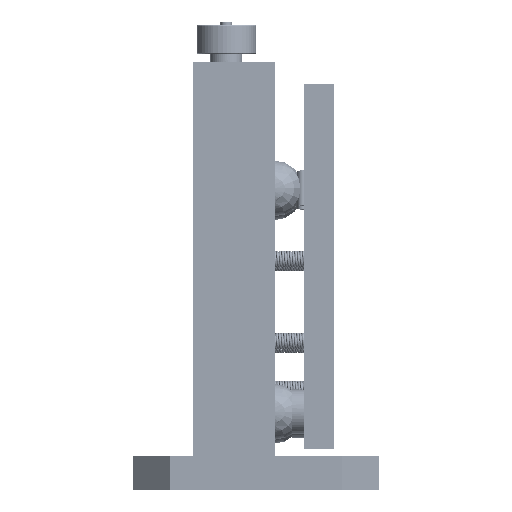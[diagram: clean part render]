
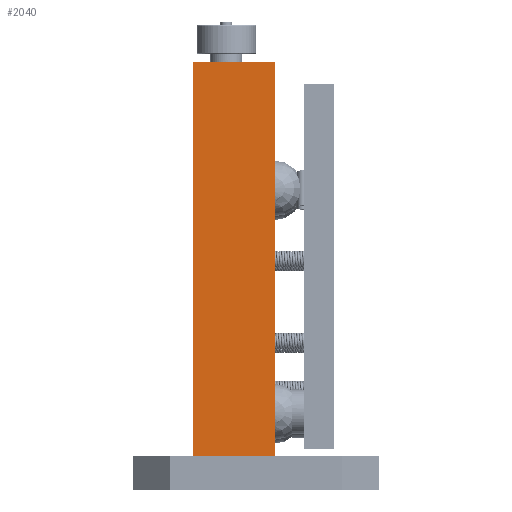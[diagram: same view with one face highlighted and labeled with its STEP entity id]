
A CAD part, left-side view. The second image highlights one B-rep face of the part: STEP entity #2040.
In plain terms, the highlighted free-form (B-spline) face has degree [1, 1] with [2, 2] control points.
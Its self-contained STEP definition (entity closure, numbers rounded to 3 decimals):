
#2040=ADVANCED_FACE('',(#3693),#59176,.T.);
#3693=FACE_OUTER_BOUND('',#5363,.T.);
#5363=EDGE_LOOP('',(#7552,#7553,#7554,#7555));
#7552=ORIENTED_EDGE('',*,*,#48695,.T.);
#7553=ORIENTED_EDGE('',*,*,#48693,.F.);
#7554=ORIENTED_EDGE('',*,*,#48640,.F.);
#7555=ORIENTED_EDGE('',*,*,#48696,.T.);
#16212=PCURVE('',#59172,#24987);
#16324=PCURVE('',#59175,#25099);
#16327=PCURVE('',#59176,#25102);
#16328=PCURVE('',#59176,#25103);
#16329=PCURVE('',#59176,#25104);
#16330=PCURVE('',#59176,#25105);
#16332=PCURVE('',#59177,#25107);
#16354=PCURVE('',#59180,#25129);
#24987=DEFINITIONAL_REPRESENTATION('',(#33784),#331925);
#25099=DEFINITIONAL_REPRESENTATION('',(#33881),#331925);
#25102=DEFINITIONAL_REPRESENTATION('',(#33883),#331925);
#25103=DEFINITIONAL_REPRESENTATION('',(#33884),#331925);
#25104=DEFINITIONAL_REPRESENTATION('',(#33885),#331925);
#25105=DEFINITIONAL_REPRESENTATION('',(#33887),#331925);
#25107=DEFINITIONAL_REPRESENTATION('',(#33890),#331925);
#25129=DEFINITIONAL_REPRESENTATION('',(#33908),#331925);
#33783=B_SPLINE_CURVE_WITH_KNOTS('',1,(#64640,#64641),.UNSPECIFIED.,.F.,
 .F.,(2,2),(0.,106.),.UNSPECIFIED.);
#33784=B_SPLINE_CURVE_WITH_KNOTS('',1,(#64642,#64643),.UNSPECIFIED.,.F.,
 .F.,(2,2),(0.,106.),.UNSPECIFIED.);
#33880=B_SPLINE_CURVE_WITH_KNOTS('',1,(#65179,#65180),.UNSPECIFIED.,.F.,
 .F.,(2,2),(-22.,0.),.UNSPECIFIED.);
#33881=B_SPLINE_CURVE_WITH_KNOTS('',1,(#65181,#65182),.UNSPECIFIED.,.F.,
 .F.,(2,2),(-22.,0.),.UNSPECIFIED.);
#33882=B_SPLINE_CURVE_WITH_KNOTS('',1,(#65198,#65199),.UNSPECIFIED.,.F.,
 .F.,(2,2),(-106.,0.),.UNSPECIFIED.);
#33883=B_SPLINE_CURVE_WITH_KNOTS('',1,(#65200,#65201),.UNSPECIFIED.,.F.,
 .F.,(2,2),(-106.,0.),.UNSPECIFIED.);
#33884=B_SPLINE_CURVE_WITH_KNOTS('',1,(#65202,#65203),.UNSPECIFIED.,.F.,
 .F.,(2,2),(-22.,0.),.UNSPECIFIED.);
#33885=B_SPLINE_CURVE_WITH_KNOTS('',1,(#65204,#65205),.UNSPECIFIED.,.F.,
 .F.,(2,2),(0.,106.),.UNSPECIFIED.);
#33886=B_SPLINE_CURVE_WITH_KNOTS('',1,(#65206,#65207),.UNSPECIFIED.,.F.,
 .F.,(2,2),(-22.,0.),.UNSPECIFIED.);
#33887=B_SPLINE_CURVE_WITH_KNOTS('',1,(#65208,#65209),.UNSPECIFIED.,.F.,
 .F.,(2,2),(-22.,0.),.UNSPECIFIED.);
#33890=B_SPLINE_CURVE_WITH_KNOTS('',1,(#65214,#65215),.UNSPECIFIED.,.F.,
 .F.,(2,2),(-22.,0.),.UNSPECIFIED.);
#33908=B_SPLINE_CURVE_WITH_KNOTS('',1,(#65295,#65296),.UNSPECIFIED.,.F.,
 .F.,(2,2),(-106.,0.),.UNSPECIFIED.);
#43991=SURFACE_CURVE('',#33783,(#16212,#16329),.PCURVE_S1.);
#44044=SURFACE_CURVE('',#33880,(#16324,#16328),.PCURVE_S1.);
#44046=SURFACE_CURVE('',#33882,(#16327,#16354),.PCURVE_S1.);
#44047=SURFACE_CURVE('',#33886,(#16330,#16332),.PCURVE_S1.);
#48640=EDGE_CURVE('',#56276,#56277,#43991,.T.);
#48693=EDGE_CURVE('',#56277,#56308,#44044,.T.);
#48695=EDGE_CURVE('',#56309,#56308,#44046,.T.);
#48696=EDGE_CURVE('',#56276,#56309,#44047,.T.);
#56276=VERTEX_POINT('',#63145);
#56277=VERTEX_POINT('',#63146);
#56308=VERTEX_POINT('',#63177);
#56309=VERTEX_POINT('',#63178);
#59172=B_SPLINE_SURFACE_WITH_KNOTS('',1,1,((#62704,#62705),(#62706,#62707)),
 .UNSPECIFIED.,.F.,.F.,.F.,(2,2),(2,2),(-46.92,46.92),
(-63.72,63.72),.UNSPECIFIED.);
#59175=B_SPLINE_SURFACE_WITH_KNOTS('',1,1,((#62860,#62861),(#62862,#62863)),
 .UNSPECIFIED.,.F.,.F.,.F.,(2,2),(2,2),(-15.72,15.72),(-13.32,13.32),
 .UNSPECIFIED.);
#59176=B_SPLINE_SURFACE_WITH_KNOTS('',1,1,((#62864,#62865),(#62866,#62867)),
 .UNSPECIFIED.,.F.,.F.,.F.,(2,2),(2,2),(-63.72,63.72),(-13.32,13.32),
 .UNSPECIFIED.);
#59177=B_SPLINE_SURFACE_WITH_KNOTS('',1,1,((#62868,#62869),(#62870,#62871)),
 .UNSPECIFIED.,.F.,.F.,.F.,(2,2),(2,2),(-46.92,46.92),(-13.32,
13.32),.UNSPECIFIED.);
#59180=B_SPLINE_SURFACE_WITH_KNOTS('',1,1,((#62880,#62881),(#62882,#62883)),
 .UNSPECIFIED.,.F.,.F.,.F.,(2,2),(2,2),(-46.92,46.92),
(-63.72,63.72),.UNSPECIFIED.);
#62704=CARTESIAN_POINT('',(-82.602,-72.759,14.211));
#62705=CARTESIAN_POINT('',(-82.602,-72.759,141.651));
#62706=CARTESIAN_POINT('',(11.238,-72.759,14.211));
#62707=CARTESIAN_POINT('',(11.238,-72.759,141.651));
#62860=CARTESIAN_POINT('',(6.038,-48.439,130.931));
#62861=CARTESIAN_POINT('',(6.038,-75.079,130.931));
#62862=CARTESIAN_POINT('',(-25.402,-48.439,130.931));
#62863=CARTESIAN_POINT('',(-25.402,-75.079,130.931));
#62864=CARTESIAN_POINT('',(3.318,-48.439,14.211));
#62865=CARTESIAN_POINT('',(3.318,-75.079,14.211));
#62866=CARTESIAN_POINT('',(3.318,-48.439,141.651));
#62867=CARTESIAN_POINT('',(3.318,-75.079,141.651));
#62868=CARTESIAN_POINT('',(-82.602,-48.439,24.931));
#62869=CARTESIAN_POINT('',(-82.602,-75.079,24.931));
#62870=CARTESIAN_POINT('',(11.238,-48.439,24.931));
#62871=CARTESIAN_POINT('',(11.238,-75.079,24.931));
#62880=CARTESIAN_POINT('',(11.238,-50.759,14.211));
#62881=CARTESIAN_POINT('',(11.238,-50.759,141.651));
#62882=CARTESIAN_POINT('',(-82.602,-50.759,14.211));
#62883=CARTESIAN_POINT('',(-82.602,-50.759,141.651));
#63145=CARTESIAN_POINT('',(3.318,-72.759,24.931));
#63146=CARTESIAN_POINT('',(3.318,-72.759,130.931));
#63177=CARTESIAN_POINT('',(3.318,-50.759,130.931));
#63178=CARTESIAN_POINT('',(3.318,-50.759,24.931));
#64640=CARTESIAN_POINT('',(3.318,-72.759,24.931));
#64641=CARTESIAN_POINT('',(3.318,-72.759,130.931));
#64642=CARTESIAN_POINT('',(39.,-53.));
#64643=CARTESIAN_POINT('',(39.,53.));
#65179=CARTESIAN_POINT('',(3.318,-72.759,130.931));
#65180=CARTESIAN_POINT('',(3.318,-50.759,130.931));
#65181=CARTESIAN_POINT('',(-13.,11.));
#65182=CARTESIAN_POINT('',(-13.,-11.));
#65198=CARTESIAN_POINT('',(3.318,-50.759,24.931));
#65199=CARTESIAN_POINT('',(3.318,-50.759,130.931));
#65200=CARTESIAN_POINT('',(-53.,-11.));
#65201=CARTESIAN_POINT('',(53.,-11.));
#65202=CARTESIAN_POINT('',(53.,11.));
#65203=CARTESIAN_POINT('',(53.,-11.));
#65204=CARTESIAN_POINT('',(-53.,11.));
#65205=CARTESIAN_POINT('',(53.,11.));
#65206=CARTESIAN_POINT('',(3.318,-72.759,24.931));
#65207=CARTESIAN_POINT('',(3.318,-50.759,24.931));
#65208=CARTESIAN_POINT('',(-53.,11.));
#65209=CARTESIAN_POINT('',(-53.,-11.));
#65214=CARTESIAN_POINT('',(39.,11.));
#65215=CARTESIAN_POINT('',(39.,-11.));
#65295=CARTESIAN_POINT('',(-39.,-53.));
#65296=CARTESIAN_POINT('',(-39.,53.));
#331925=(
GEOMETRIC_REPRESENTATION_CONTEXT(2)
PARAMETRIC_REPRESENTATION_CONTEXT()
REPRESENTATION_CONTEXT('pspace','')
);
